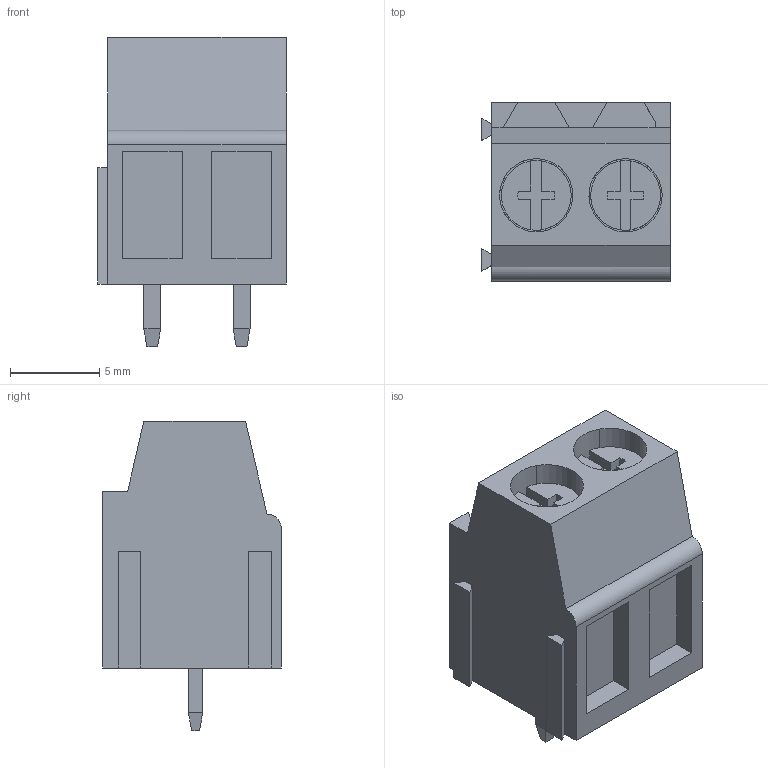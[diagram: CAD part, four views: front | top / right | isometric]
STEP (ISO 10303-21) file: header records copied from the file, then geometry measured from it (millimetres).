
FILE_DESCRIPTION(('CATIA V5 STEP Exchange','CAx-IF Rec.Pracs.--- Model Styling and Organization---1.2---2011-12-15'),'2;1');
FILE_NAME ('D1454786_0_1715250000_1715250000.stp','2018-03-29T17:44:04+00:00',('none'),('Weidmueller'),'CATIA Version 5-6 Release 2014','CATIA V5 STEP AP214','none');
FILE_SCHEMA(('AUTOMOTIVE_DESIGN { 1 0 10303 214 1 1 1 1 }'));
Length unit declared in the file: millimetre
Products named in the file (1): 1715250000
Bounding box: 10.55 x 10 x 17.3 mm (x, y, z)
Volume: 982.8 mm3; surface area: 1263.8 mm2
Topology: 5 solids, 5 shells, 179 faces, 481 edges, 318 vertices
Faces by surface type: plane 150, cylinder 29
Entity records: 5580 total; most frequent: CARTESIAN_POINT 1132, ORIENTED_EDGE 962, DIRECTION 804, EDGE_CURVE 481, VECTOR 395, LINE 395, VERTEX_POINT 318, AXIS2_PLACEMENT_3D 230
